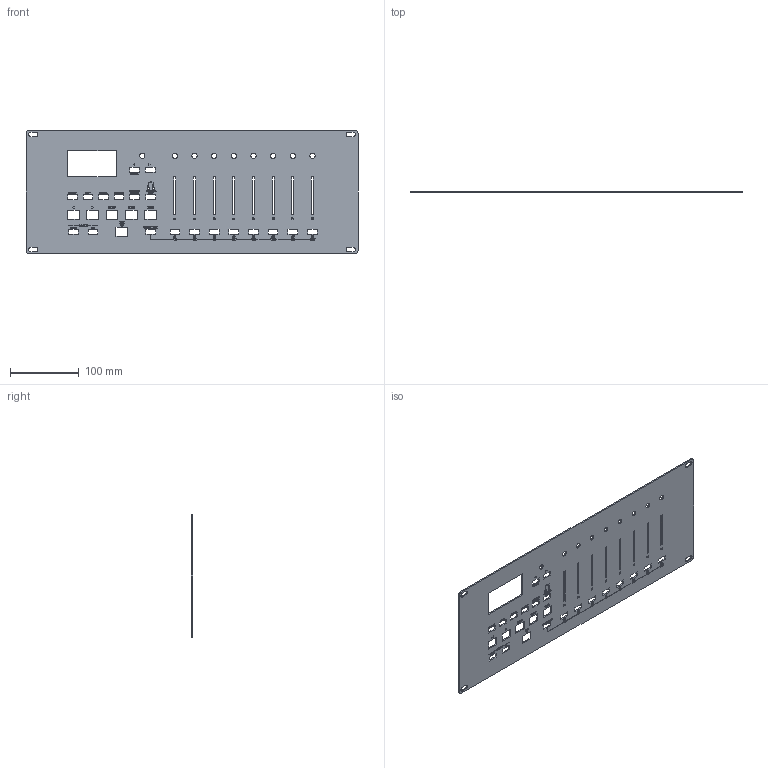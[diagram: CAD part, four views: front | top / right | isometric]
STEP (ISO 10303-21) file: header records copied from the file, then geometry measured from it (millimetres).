
FILE_DESCRIPTION(/* description */ (''),/* implementation_level */ '2;1');
FILE_NAME(/* name */ '93cf130d-4f5e-41a4-839b-09cf03cb167c.stp',/* time_stamp */ '2020-12-14T14:57:34+01:00',/* author */ ('carle.felx'),/* organization */ (''),/* preprocessor_version */ 'ST-DEVELOPER v18',/* originating_system */ 'Autodesk Translation Framework v8.2.0.1029',/* authorisation */ '');
FILE_SCHEMA (('AUTOMOTIVE_DESIGN { 1 0 10303 214 3 1 1 }'));
Products named in the file (1): Controller_Panel
Bounding box: 483 x 2 x 180 mm (x, y, z)
Volume: 157805.9 mm3; surface area: 167027 mm2
Topology: 1 solids, 1 shells, 3143 faces, 8736 edges, 5824 vertices
Faces by surface type: bspline 1612, plane 1507, cylinder 24
Full cylindrical faces by diameter (mm): 3.5 x3, 7.5 x9
Entity records: 114882 total; most frequent: CARTESIAN_POINT 45108, ORIENTED_EDGE 17472, EDGE_CURVE 8736, DIRECTION 8624, VERTEX_POINT 5824, LINE 5464, VECTOR 5464, EDGE_LOOP 3472
